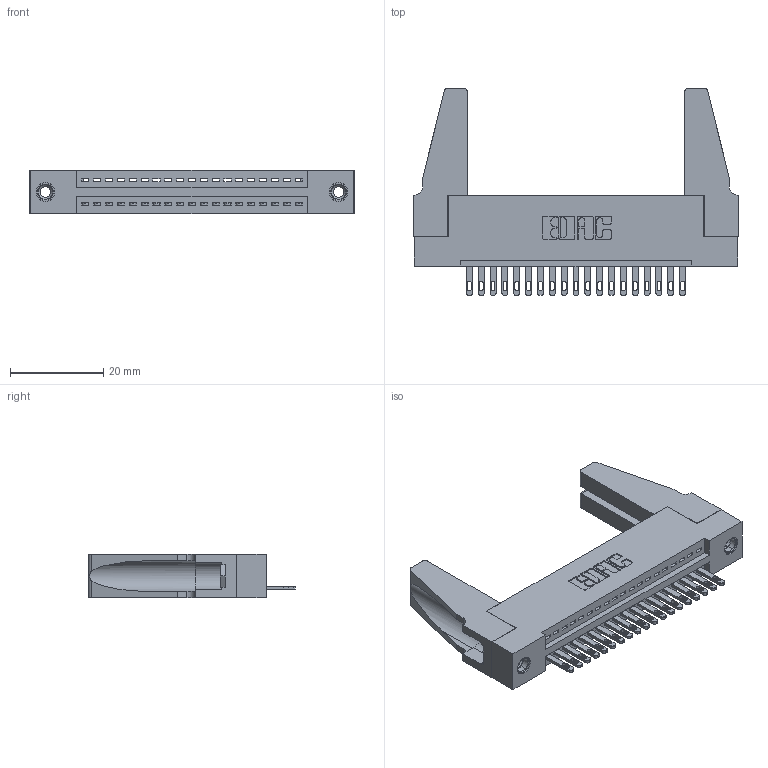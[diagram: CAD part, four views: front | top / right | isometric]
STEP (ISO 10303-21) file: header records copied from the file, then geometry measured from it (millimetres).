
FILE_DESCRIPTION (( 'STEP AP203' ), '1' );
FILE_NAME ('345-019-500-188.STEP', '2019-10-04T18:23:57', ( '' ), ( '' ), 'SwSTEP 2.0', 'SolidWorks 2016', '' );
FILE_SCHEMA (( 'CONFIG_CONTROL_DESIGN' ));
Length unit declared in the file: inch
Products named in the file (5): 345-019-500-188; 345 Part_Flush Mounting Lugs - 0.156 Dia-TH; 345-220-078_345-220-088; 345-250-001_345-250-001-102; 345-292-001_345-293-100
Assembly tree (24 placements, depth 2):
  345-019-500-188
    345 Part_Flush Mounting Lugs - 0.156 Dia-TH
    345-292-001_345-293-100  x19
    345-250-001_345-250-001-102  x2
    345-220-078_345-220-088  x2
Bounding box: 69.49 x 44.37 x 9.4 mm (x, y, z)
Volume: 9676.5 mm3; surface area: 11396.3 mm2
Topology: 24 solids, 24 shells, 1276 faces, 3847 edges, 2554 vertices
Faces by surface type: plane 798, cylinder 462, cone 12, torus 4
Entity records: 19474 total; most frequent: CARTESIAN_POINT 3363, ORIENTED_EDGE 3276, DIRECTION 2980, EDGE_CURVE 1638, LINE 1384, VECTOR 1384, VERTEX_POINT 1086, AXIS2_PLACEMENT_3D 798
